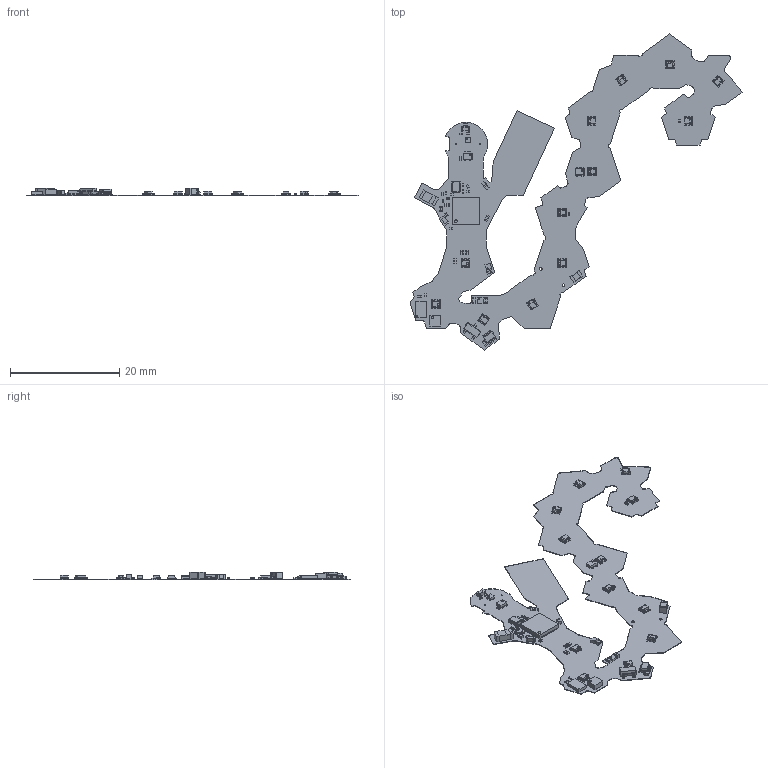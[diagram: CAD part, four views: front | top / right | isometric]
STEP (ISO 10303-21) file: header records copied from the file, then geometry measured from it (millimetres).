
FILE_DESCRIPTION(('KiCad electronic assembly'),'2;1');
FILE_NAME('Main.step','2025-10-03T12:13:51',('Pcbnew'),('Kicad'), 'Open CASCADE STEP processor 7.8','KiCad to STEP converter','Unknown' );
FILE_SCHEMA(('AUTOMOTIVE_DESIGN { 1 0 10303 214 1 1 1 1 }'));
Length unit declared in the file: millimetre
Products named in the file (21): Main 1; TX1812MJA5 v1; C_0402_1005Metric; C_0201_0603Metric; SOT-553; AW35122 v0; L_0603_1608Metric; QFN-32-1EP_5x5mm_P0.5mm_EP3.3x3.3mm; R_0201_0603Metric; FBP1_1-4; SOT-363_SC-70-6; C_0603_1608Metric; L_0201_0603Metric; FL3200037 v2; LGA-12_2x2mm_P0.5mm; SOT-23; C_0805_2012Metric; AMCA31-2R450G-SIF-T3 v1; UDFN-4-1EP_1x1mm_P0.65mm_EP0.48x0.48mm; TDFN8-2x3; Main_PCB
Assembly tree (63 placements, depth 2):
  Main 1
    TX1812MJA5 v1  x12
    C_0402_1005Metric  x6
    C_0201_0603Metric  x13
    SOT-553  x2
    AW35122 v0
    L_0603_1608Metric
    QFN-32-1EP_5x5mm_P0.5mm_EP3.3x3.3mm
    R_0201_0603Metric  x14
    FBP1_1-4
    SOT-363_SC-70-6
    C_0603_1608Metric
    L_0201_0603Metric  x2
    FL3200037 v2
    LGA-12_2x2mm_P0.5mm
    SOT-23
    C_0805_2012Metric
    AMCA31-2R450G-SIF-T3 v1
    UDFN-4-1EP_1x1mm_P0.65mm_EP0.48x0.48mm
    TDFN8-2x3
    Main_PCB
Bounding box: 60.8 x 57.88 x 1.45 mm (x, y, z)
Volume: 191.3 mm3; surface area: 2678.3 mm2
Topology: 90 solids, 90 shells, 2656 faces, 6817 edges, 4412 vertices
Faces by surface type: plane 1738, cylinder 739, bspline 179
Full cylindrical faces by diameter (mm): 0.2 x3, 0.25 x5, 0.35 x1, 0.5 x3
Entity records: 41831 total; most frequent: CARTESIAN_POINT 7628, ORIENTED_EDGE 5978, DIRECTION 5669, EDGE_CURVE 2989, LINE 2367, VECTOR 2367, VERTEX_POINT 1944, AXIS2_PLACEMENT_3D 1651
